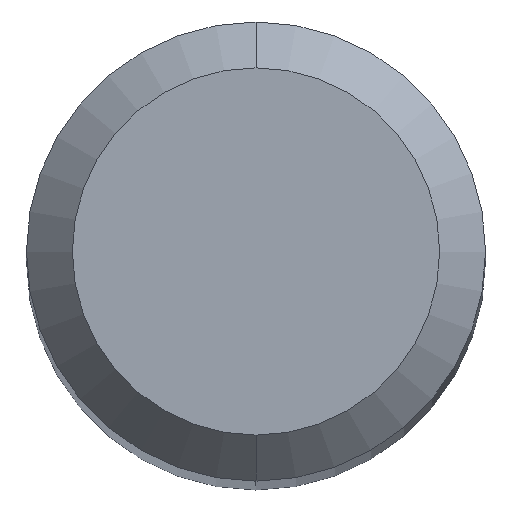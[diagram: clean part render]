
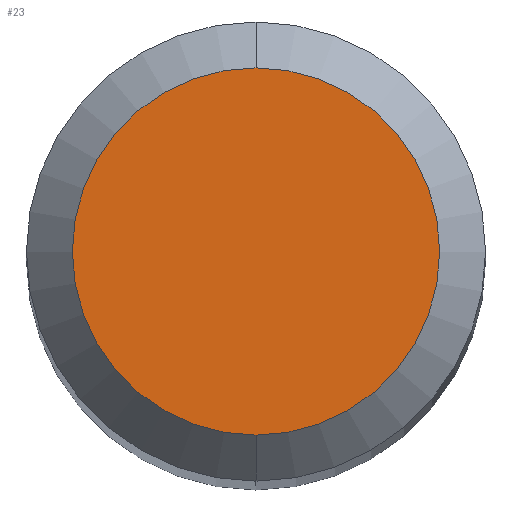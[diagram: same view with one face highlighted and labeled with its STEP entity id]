
A CAD part, top view. The second image highlights one B-rep face of the part: STEP entity #23.
In plain terms, the highlighted planar face has unit normal (0, 0, 1).
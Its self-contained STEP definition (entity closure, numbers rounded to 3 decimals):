
#23 = ADVANCED_FACE ( 'NONE', ( #325 ), #364, .F. ) ;
#24 = CIRCLE ( 'NONE', #416, 1.2 ) ;
#71 = EDGE_CURVE ( 'NONE', #100, #83, #291, .T. ) ;
#74 = CARTESIAN_POINT ( 'NONE',  ( 0., 0., 38. ) ) ;
#83 = VERTEX_POINT ( 'NONE', #380 ) ;
#86 = EDGE_LOOP ( 'NONE', ( #404, #347 ) ) ;
#100 = VERTEX_POINT ( 'NONE', #195 ) ;
#113 = CARTESIAN_POINT ( 'NONE',  ( 0., 0., 38. ) ) ;
#119 = CARTESIAN_POINT ( 'NONE',  ( 0., 0., 38. ) ) ;
#148 = DIRECTION ( 'NONE',  ( 0., 0., -1. ) ) ;
#175 = DIRECTION ( 'NONE',  ( 0., 1., 0. ) ) ;
#177 = DIRECTION ( 'NONE',  ( 0., 1., 0. ) ) ;
#178 = DIRECTION ( 'NONE',  ( 0., 0., -1. ) ) ;
#195 = CARTESIAN_POINT ( 'NONE',  ( 0., 1.2, 38. ) ) ;
#213 = AXIS2_PLACEMENT_3D ( 'NONE', #113, #178, #274 ) ;
#274 = DIRECTION ( 'NONE',  ( 0., 1., 0. ) ) ;
#291 = CIRCLE ( 'NONE', #327, 1.2 ) ;
#325 = FACE_OUTER_BOUND ( 'NONE', #86, .T. ) ;
#327 = AXIS2_PLACEMENT_3D ( 'NONE', #74, #358, #175 ) ;
#347 = ORIENTED_EDGE ( 'NONE', *, *, #398, .F. ) ;
#358 = DIRECTION ( 'NONE',  ( 0., 0., -1. ) ) ;
#364 = PLANE ( 'NONE',  #213 ) ;
#380 = CARTESIAN_POINT ( 'NONE',  ( 0., -1.2, 38. ) ) ;
#398 = EDGE_CURVE ( 'NONE', #83, #100, #24, .T. ) ;
#404 = ORIENTED_EDGE ( 'NONE', *, *, #71, .F. ) ;
#416 = AXIS2_PLACEMENT_3D ( 'NONE', #119, #148, #177 ) ;
